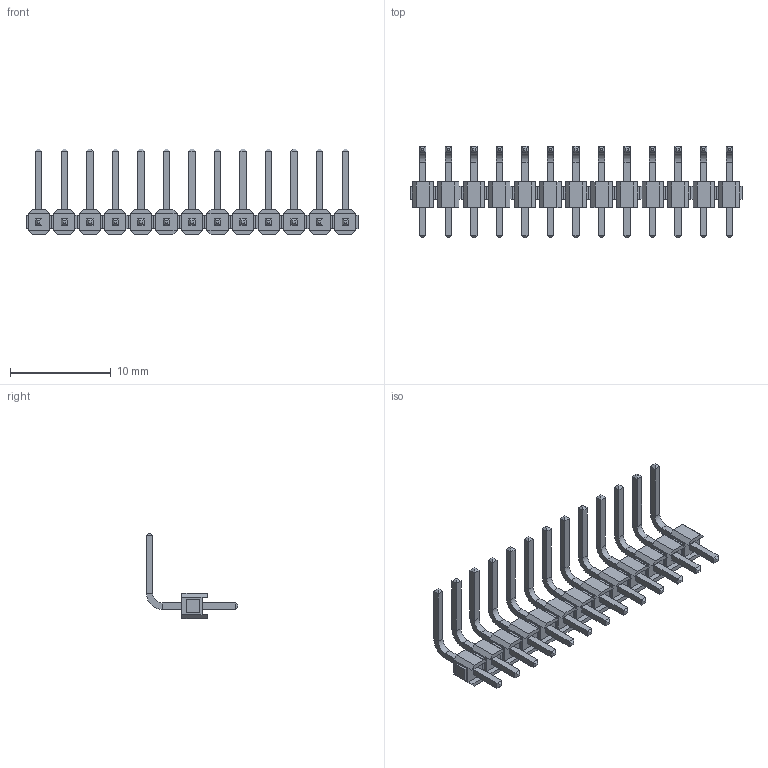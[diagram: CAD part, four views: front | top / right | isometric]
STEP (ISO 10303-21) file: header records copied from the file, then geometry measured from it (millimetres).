
FILE_DESCRIPTION (( 'STEP AP214' ), '1' );
FILE_NAME ('PLSRU-13.STEP', '2019-06-28T14:39:10', ( '' ), ( '' ), 'SwSTEP 2.0', 'SolidWorks 2018', '' );
FILE_SCHEMA (( 'AUTOMOTIVE_DESIGN' ));
Length unit declared in the file: millimetre
Products named in the file (1): PLSRU-13
Bounding box: 33.02 x 9.07 x 8.54 mm (x, y, z)
Volume: 220.6 mm3; surface area: 890.7 mm2
Topology: 26 solids, 26 shells, 663 faces, 1456 edges, 884 vertices
Faces by surface type: plane 637, cylinder 26
Entity records: 25054 total; most frequent: CARTESIAN_POINT 3004, ORIENTED_EDGE 2912, DIRECTION 2836, EDGE_CURVE 1456, LINE 1404, VECTOR 1404, VERTEX_POINT 884, AXIS2_PLACEMENT_3D 716
